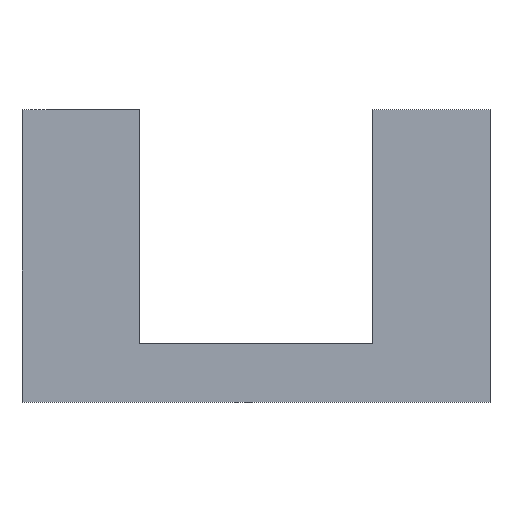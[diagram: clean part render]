
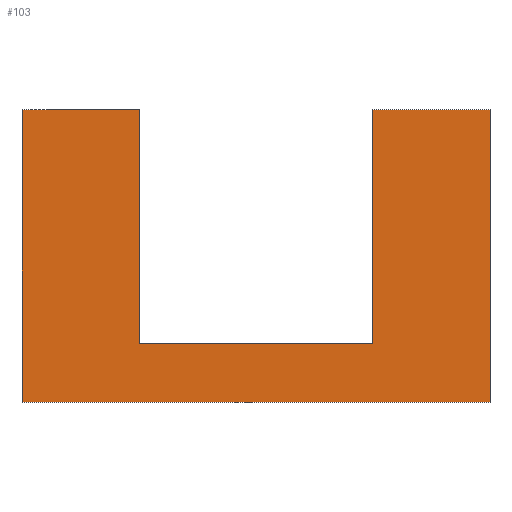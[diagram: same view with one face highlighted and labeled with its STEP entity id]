
A CAD part, top view. The second image highlights one B-rep face of the part: STEP entity #103.
In plain terms, the highlighted planar face has unit normal (0, 0, 1).
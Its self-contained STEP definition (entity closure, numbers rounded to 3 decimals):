
#4 = LINE ( 'NONE', #120, #211 ) ;
#5 = EDGE_CURVE ( 'NONE', #160, #310, #229, .T. ) ;
#9 = CARTESIAN_POINT ( 'NONE',  ( 40., 0., 2.5 ) ) ;
#13 = CARTESIAN_POINT ( 'NONE',  ( -40., 50., 2.5 ) ) ;
#19 = AXIS2_PLACEMENT_3D ( 'NONE', #226, #344, #323 ) ;
#24 = ORIENTED_EDGE ( 'NONE', *, *, #123, .T. ) ;
#25 = DIRECTION ( 'NONE',  ( 0., -1., 0. ) ) ;
#30 = VERTEX_POINT ( 'NONE', #13 ) ;
#31 = CARTESIAN_POINT ( 'NONE',  ( -20., 50., 2.5 ) ) ;
#34 = VECTOR ( 'NONE', #214, 1000. ) ;
#42 = CARTESIAN_POINT ( 'NONE',  ( -20., 0., 2.5 ) ) ;
#47 = LINE ( 'NONE', #162, #147 ) ;
#51 = VERTEX_POINT ( 'NONE', #9 ) ;
#52 = CARTESIAN_POINT ( 'NONE',  ( 40., 50., 2.5 ) ) ;
#71 = LINE ( 'NONE', #42, #278 ) ;
#83 = VERTEX_POINT ( 'NONE', #119 ) ;
#87 = CARTESIAN_POINT ( 'NONE',  ( 20., 50., 2.5 ) ) ;
#88 = ORIENTED_EDGE ( 'NONE', *, *, #5, .F. ) ;
#103 = ADVANCED_FACE ( 'NONE', ( #262 ), #122, .F. ) ;
#117 = ORIENTED_EDGE ( 'NONE', *, *, #306, .F. ) ;
#119 = CARTESIAN_POINT ( 'NONE',  ( -40., 0., 2.5 ) ) ;
#120 = CARTESIAN_POINT ( 'NONE',  ( 0., 50., 2.5 ) ) ;
#122 = PLANE ( 'NONE',  #19 ) ;
#123 = EDGE_CURVE ( 'NONE', #30, #83, #201, .T. ) ;
#126 = DIRECTION ( 'NONE',  ( 1., 0., 0. ) ) ;
#130 = CARTESIAN_POINT ( 'NONE',  ( -20., 10., 2.5 ) ) ;
#131 = DIRECTION ( 'NONE',  ( 1., 0., 0. ) ) ;
#147 = VECTOR ( 'NONE', #273, 1000. ) ;
#159 = CARTESIAN_POINT ( 'NONE',  ( 0., 0., 2.5 ) ) ;
#160 = VERTEX_POINT ( 'NONE', #130 ) ;
#162 = CARTESIAN_POINT ( 'NONE',  ( 20., 0., 2.5 ) ) ;
#174 = DIRECTION ( 'NONE',  ( 1., 0., 0. ) ) ;
#180 = VECTOR ( 'NONE', #228, 1000. ) ;
#189 = LINE ( 'NONE', #159, #34 ) ;
#200 = CARTESIAN_POINT ( 'NONE',  ( 20., 10., 2.5 ) ) ;
#201 = LINE ( 'NONE', #325, #180 ) ;
#211 = VECTOR ( 'NONE', #174, 1000. ) ;
#214 = DIRECTION ( 'NONE',  ( 1., 0., 0. ) ) ;
#215 = VERTEX_POINT ( 'NONE', #295 ) ;
#226 = CARTESIAN_POINT ( 'NONE',  ( 0., 50., 2.5 ) ) ;
#228 = DIRECTION ( 'NONE',  ( 0., -1., 0. ) ) ;
#229 = LINE ( 'NONE', #348, #239 ) ;
#230 = EDGE_CURVE ( 'NONE', #83, #51, #189, .T. ) ;
#231 = VECTOR ( 'NONE', #131, 1000. ) ;
#237 = EDGE_CURVE ( 'NONE', #343, #215, #335, .T. ) ;
#239 = VECTOR ( 'NONE', #126, 1000. ) ;
#242 = ORIENTED_EDGE ( 'NONE', *, *, #230, .T. ) ;
#244 = ORIENTED_EDGE ( 'NONE', *, *, #299, .F. ) ;
#247 = ORIENTED_EDGE ( 'NONE', *, *, #237, .F. ) ;
#249 = ORIENTED_EDGE ( 'NONE', *, *, #332, .F. ) ;
#262 = FACE_OUTER_BOUND ( 'NONE', #366, .T. ) ;
#263 = DIRECTION ( 'NONE',  ( 0., -1., 0. ) ) ;
#273 = DIRECTION ( 'NONE',  ( 0., 1., 0. ) ) ;
#278 = VECTOR ( 'NONE', #263, 1000. ) ;
#281 = EDGE_CURVE ( 'NONE', #215, #51, #307, .T. ) ;
#288 = ORIENTED_EDGE ( 'NONE', *, *, #281, .F. ) ;
#295 = CARTESIAN_POINT ( 'NONE',  ( 40., 50., 2.5 ) ) ;
#299 = EDGE_CURVE ( 'NONE', #310, #343, #47, .T. ) ;
#304 = CARTESIAN_POINT ( 'NONE',  ( 0., 50., 2.5 ) ) ;
#306 = EDGE_CURVE ( 'NONE', #308, #160, #71, .T. ) ;
#307 = LINE ( 'NONE', #52, #364 ) ;
#308 = VERTEX_POINT ( 'NONE', #31 ) ;
#310 = VERTEX_POINT ( 'NONE', #200 ) ;
#323 = DIRECTION ( 'NONE',  ( -1., 0., 0. ) ) ;
#325 = CARTESIAN_POINT ( 'NONE',  ( -40., 50., 2.5 ) ) ;
#332 = EDGE_CURVE ( 'NONE', #30, #308, #4, .T. ) ;
#335 = LINE ( 'NONE', #304, #231 ) ;
#343 = VERTEX_POINT ( 'NONE', #87 ) ;
#344 = DIRECTION ( 'NONE',  ( 0., 0., -1. ) ) ;
#348 = CARTESIAN_POINT ( 'NONE',  ( 0., 10., 2.5 ) ) ;
#364 = VECTOR ( 'NONE', #25, 1000. ) ;
#366 = EDGE_LOOP ( 'NONE', ( #88, #117, #249, #24, #242, #288, #247, #244 ) ) ;
